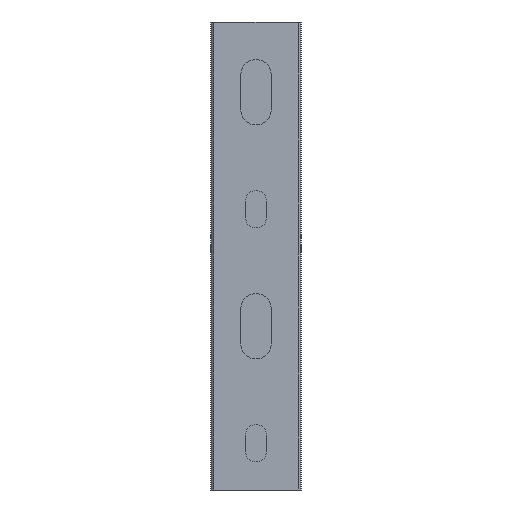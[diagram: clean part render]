
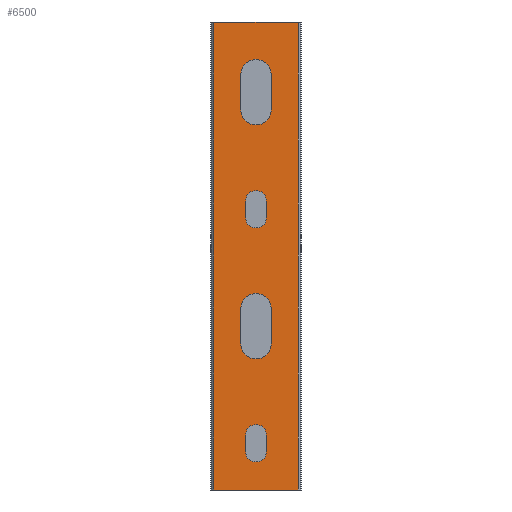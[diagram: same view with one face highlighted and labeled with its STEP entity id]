
A CAD part, front view. The second image highlights one B-rep face of the part: STEP entity #6500.
In plain terms, the highlighted planar face has unit normal (0, -1, 0).
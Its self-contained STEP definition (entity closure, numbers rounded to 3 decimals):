
#336=DIRECTION('',(0.,0.,-1.));
#337=VECTOR('',#336,100.);
#338=CARTESIAN_POINT('',(-9.,0.,0.));
#339=LINE('24899',#338,#337);
#512=DIRECTION('',(1.,0.,0.));
#513=VECTOR('',#512,18.);
#514=CARTESIAN_POINT('',(-9.,0.,0.));
#515=LINE('25238',#514,#513);
#516=DIRECTION('',(0.,0.,-1.));
#517=VECTOR('',#516,100.);
#518=CARTESIAN_POINT('',(9.,0.,0.));
#519=LINE('25216',#518,#517);
#520=DIRECTION('',(-1.,0.,0.));
#521=VECTOR('',#520,18.);
#522=CARTESIAN_POINT('',(9.,0.,-100.));
#523=LINE('25239',#522,#521);
#524=CARTESIAN_POINT('',(0.,0.,-11.25));
#525=DIRECTION('',(0.,-1.,0.));
#526=DIRECTION('',(1.,0.,0.));
#527=AXIS2_PLACEMENT_3D('',#524,#525,#526);
#529=DIRECTION('',(0.,0.,-1.));
#530=VECTOR('',#529,7.5);
#531=CARTESIAN_POINT('',(-3.25,0.,-11.25));
#532=LINE('6738',#531,#530);
#533=CARTESIAN_POINT('',(0.,0.,-18.75));
#534=DIRECTION('',(0.,-1.,0.));
#535=DIRECTION('',(-1.,0.,0.));
#536=AXIS2_PLACEMENT_3D('',#533,#534,#535);
#538=DIRECTION('',(0.,0.,1.));
#539=VECTOR('',#538,7.5);
#540=CARTESIAN_POINT('',(3.25,0.,-18.75));
#541=LINE('6741',#540,#539);
#542=CARTESIAN_POINT('',(0.,0.,-38.25));
#543=DIRECTION('',(0.,-1.,0.));
#544=DIRECTION('',(1.,0.,0.));
#545=AXIS2_PLACEMENT_3D('',#542,#543,#544);
#547=DIRECTION('',(0.,0.,-1.));
#548=VECTOR('',#547,3.5);
#549=CARTESIAN_POINT('',(-2.25,0.,-38.25));
#550=LINE('6744',#549,#548);
#551=CARTESIAN_POINT('',(0.,0.,-41.75));
#552=DIRECTION('',(0.,-1.,0.));
#553=DIRECTION('',(-1.,0.,0.));
#554=AXIS2_PLACEMENT_3D('',#551,#552,#553);
#556=DIRECTION('',(0.,0.,1.));
#557=VECTOR('',#556,3.5);
#558=CARTESIAN_POINT('',(2.25,0.,-41.75));
#559=LINE('6747',#558,#557);
#560=CARTESIAN_POINT('',(0.,0.,-61.25));
#561=DIRECTION('',(0.,-1.,0.));
#562=DIRECTION('',(1.,0.,0.));
#563=AXIS2_PLACEMENT_3D('',#560,#561,#562);
#565=DIRECTION('',(0.,0.,-1.));
#566=VECTOR('',#565,7.5);
#567=CARTESIAN_POINT('',(-3.25,0.,-61.25));
#568=LINE('6750',#567,#566);
#569=CARTESIAN_POINT('',(0.,0.,-68.75));
#570=DIRECTION('',(0.,-1.,0.));
#571=DIRECTION('',(-1.,0.,0.));
#572=AXIS2_PLACEMENT_3D('',#569,#570,#571);
#574=DIRECTION('',(0.,0.,1.));
#575=VECTOR('',#574,7.5);
#576=CARTESIAN_POINT('',(3.25,0.,-68.75));
#577=LINE('6753',#576,#575);
#578=CARTESIAN_POINT('',(0.,0.,-88.25));
#579=DIRECTION('',(0.,-1.,0.));
#580=DIRECTION('',(1.,0.,0.));
#581=AXIS2_PLACEMENT_3D('',#578,#579,#580);
#583=DIRECTION('',(0.,0.,-1.));
#584=VECTOR('',#583,3.5);
#585=CARTESIAN_POINT('',(-2.25,0.,-88.25));
#586=LINE('6756',#585,#584);
#587=CARTESIAN_POINT('',(0.,0.,-91.75));
#588=DIRECTION('',(0.,-1.,0.));
#589=DIRECTION('',(-1.,0.,0.));
#590=AXIS2_PLACEMENT_3D('',#587,#588,#589);
#592=DIRECTION('',(0.,0.,1.));
#593=VECTOR('',#592,3.5);
#594=CARTESIAN_POINT('',(2.25,0.,-91.75));
#595=LINE('6759',#594,#593);
#5172=CARTESIAN_POINT('',(-3.25,0.,-11.25));
#5173=CARTESIAN_POINT('',(-3.25,0.,-18.75));
#5174=VERTEX_POINT('',#5172);
#5175=VERTEX_POINT('',#5173);
#5176=CARTESIAN_POINT('',(3.25,0.,-18.75));
#5177=CARTESIAN_POINT('',(3.25,0.,-11.25));
#5178=VERTEX_POINT('',#5176);
#5179=VERTEX_POINT('',#5177);
#5180=CARTESIAN_POINT('',(-2.25,0.,-38.25));
#5181=CARTESIAN_POINT('',(-2.25,0.,-41.75));
#5182=VERTEX_POINT('',#5180);
#5183=VERTEX_POINT('',#5181);
#5184=CARTESIAN_POINT('',(2.25,0.,-41.75));
#5185=CARTESIAN_POINT('',(2.25,0.,-38.25));
#5186=VERTEX_POINT('',#5184);
#5187=VERTEX_POINT('',#5185);
#5188=CARTESIAN_POINT('',(-3.25,0.,-61.25));
#5189=CARTESIAN_POINT('',(-3.25,0.,-68.75));
#5190=VERTEX_POINT('',#5188);
#5191=VERTEX_POINT('',#5189);
#5192=CARTESIAN_POINT('',(3.25,0.,-68.75));
#5193=CARTESIAN_POINT('',(3.25,0.,-61.25));
#5194=VERTEX_POINT('',#5192);
#5195=VERTEX_POINT('',#5193);
#5196=CARTESIAN_POINT('',(-2.25,0.,-88.25));
#5197=CARTESIAN_POINT('',(-2.25,0.,-91.75));
#5198=VERTEX_POINT('',#5196);
#5199=VERTEX_POINT('',#5197);
#5200=CARTESIAN_POINT('',(2.25,0.,-91.75));
#5201=CARTESIAN_POINT('',(2.25,0.,-88.25));
#5202=VERTEX_POINT('',#5200);
#5203=VERTEX_POINT('',#5201);
#5496=CARTESIAN_POINT('',(-9.,0.,0.));
#5497=CARTESIAN_POINT('',(-9.,0.,-100.));
#5498=VERTEX_POINT('',#5496);
#5499=VERTEX_POINT('',#5497);
#5500=CARTESIAN_POINT('',(9.,0.,0.));
#5501=CARTESIAN_POINT('',(9.,0.,-100.));
#5502=VERTEX_POINT('',#5500);
#5503=VERTEX_POINT('',#5501);
#6448=CARTESIAN_POINT('',(-6.5,0.,0.));
#6449=DIRECTION('',(0.,-1.,0.));
#6450=DIRECTION('',(1.,0.,0.));
#6451=AXIS2_PLACEMENT_3D('',#6448,#6449,#6450);
#6452=PLANE('7257',#6451);
#6453=ORIENTED_EDGE('25238',*,*,#6089,.T.);
#6455=ORIENTED_EDGE('25216',*,*,#6454,.T.);
#6456=ORIENTED_EDGE('25239',*,*,#6431,.T.);
#6457=ORIENTED_EDGE('24899',*,*,#6176,.F.);
#6458=EDGE_LOOP('7257',(#6453,#6455,#6456,#6457));
#6459=FACE_OUTER_BOUND('7257',#6458,.F.);
#6461=ORIENTED_EDGE('24920',*,*,#6460,.T.);
#6463=ORIENTED_EDGE('6738',*,*,#6462,.T.);
#6465=ORIENTED_EDGE('24921',*,*,#6464,.T.);
#6467=ORIENTED_EDGE('6741',*,*,#6466,.T.);
#6468=EDGE_LOOP('7257',(#6461,#6463,#6465,#6467));
#6469=FACE_BOUND('7257',#6468,.F.);
#6471=ORIENTED_EDGE('24922',*,*,#6470,.T.);
#6473=ORIENTED_EDGE('6744',*,*,#6472,.T.);
#6475=ORIENTED_EDGE('24923',*,*,#6474,.T.);
#6477=ORIENTED_EDGE('6747',*,*,#6476,.T.);
#6478=EDGE_LOOP('7257',(#6471,#6473,#6475,#6477));
#6479=FACE_BOUND('7257',#6478,.F.);
#6481=ORIENTED_EDGE('24924',*,*,#6480,.T.);
#6483=ORIENTED_EDGE('6750',*,*,#6482,.T.);
#6485=ORIENTED_EDGE('24925',*,*,#6484,.T.);
#6487=ORIENTED_EDGE('6753',*,*,#6486,.T.);
#6488=EDGE_LOOP('7257',(#6481,#6483,#6485,#6487));
#6489=FACE_BOUND('7257',#6488,.F.);
#6491=ORIENTED_EDGE('24926',*,*,#6490,.T.);
#6493=ORIENTED_EDGE('6756',*,*,#6492,.T.);
#6495=ORIENTED_EDGE('24927',*,*,#6494,.T.);
#6497=ORIENTED_EDGE('6759',*,*,#6496,.T.);
#6498=EDGE_LOOP('7257',(#6491,#6493,#6495,#6497));
#6499=FACE_BOUND('7257',#6498,.F.);
#6500=ADVANCED_FACE('7257',(#6459,#6469,#6479,#6489,#6499),#6452,.T.);
#528=CIRCLE('24920',#527,3.25);
#537=CIRCLE('24921',#536,3.25);
#546=CIRCLE('24922',#545,2.25);
#555=CIRCLE('24923',#554,2.25);
#564=CIRCLE('24924',#563,3.25);
#573=CIRCLE('24925',#572,3.25);
#582=CIRCLE('24926',#581,2.25);
#591=CIRCLE('24927',#590,2.25);
#6089=EDGE_CURVE('25238',#5498,#5502,#515,.T.);
#6176=EDGE_CURVE('24899',#5498,#5499,#339,.T.);
#6431=EDGE_CURVE('25239',#5503,#5499,#523,.T.);
#6454=EDGE_CURVE('25216',#5502,#5503,#519,.T.);
#6460=EDGE_CURVE('24920',#5179,#5174,#528,.T.);
#6462=EDGE_CURVE('6738',#5174,#5175,#532,.T.);
#6464=EDGE_CURVE('24921',#5175,#5178,#537,.T.);
#6466=EDGE_CURVE('6741',#5178,#5179,#541,.T.);
#6470=EDGE_CURVE('24922',#5187,#5182,#546,.T.);
#6472=EDGE_CURVE('6744',#5182,#5183,#550,.T.);
#6474=EDGE_CURVE('24923',#5183,#5186,#555,.T.);
#6476=EDGE_CURVE('6747',#5186,#5187,#559,.T.);
#6480=EDGE_CURVE('24924',#5195,#5190,#564,.T.);
#6482=EDGE_CURVE('6750',#5190,#5191,#568,.T.);
#6484=EDGE_CURVE('24925',#5191,#5194,#573,.T.);
#6486=EDGE_CURVE('6753',#5194,#5195,#577,.T.);
#6490=EDGE_CURVE('24926',#5203,#5198,#582,.T.);
#6492=EDGE_CURVE('6756',#5198,#5199,#586,.T.);
#6494=EDGE_CURVE('24927',#5199,#5202,#591,.T.);
#6496=EDGE_CURVE('6759',#5202,#5203,#595,.T.);
